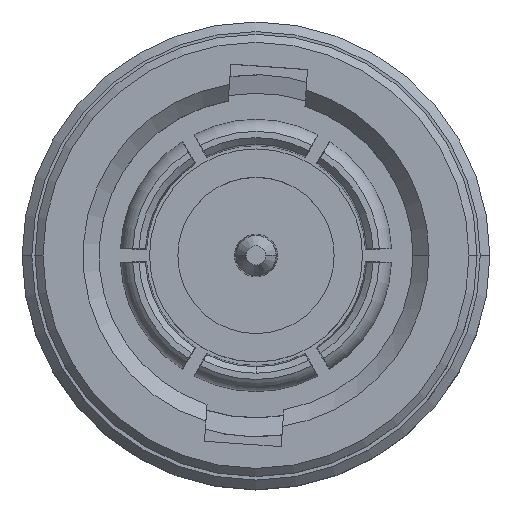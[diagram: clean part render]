
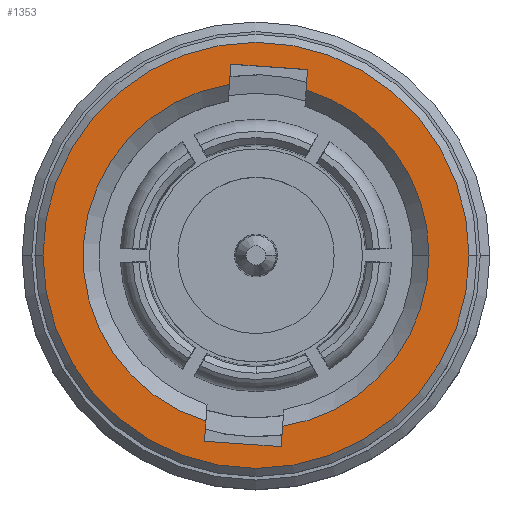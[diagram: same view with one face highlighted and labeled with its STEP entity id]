
A CAD part, top view. The second image highlights one B-rep face of the part: STEP entity #1353.
In plain terms, the highlighted planar face has unit normal (0, 0, 1).
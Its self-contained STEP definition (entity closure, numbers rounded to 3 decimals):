
#38 = EDGE_CURVE ( 'NONE', #1983, #1418, #4565, .T. ) ;
#227 = VERTEX_POINT ( 'NONE', #1223 ) ;
#275 = CARTESIAN_POINT ( 'NONE',  ( -1.609, -5.802, 0.85 ) ) ;
#313 = AXIS2_PLACEMENT_3D ( 'NONE', #4736, #2017, #5180 ) ;
#377 = EDGE_CURVE ( 'NONE', #4210, #227, #2504, .T. ) ;
#549 = VECTOR ( 'NONE', #4064, 1000. ) ;
#668 = VERTEX_POINT ( 'NONE', #1617 ) ;
#782 = CARTESIAN_POINT ( 'NONE',  ( 0., 0., 0.85 ) ) ;
#800 = EDGE_CURVE ( 'NONE', #5411, #2145, #1729, .T. ) ;
#814 = CARTESIAN_POINT ( 'NONE',  ( -1.528, -4.656, 0.85 ) ) ;
#871 = EDGE_CURVE ( 'NONE', #1418, #4210, #1798, .T. ) ;
#1061 = VECTOR ( 'NONE', #4415, 1000. ) ;
#1122 = VERTEX_POINT ( 'NONE', #275 ) ;
#1152 = VERTEX_POINT ( 'NONE', #1228 ) ;
#1197 = DIRECTION ( 'NONE',  ( -0.07, -0.998, 0. ) ) ;
#1223 = CARTESIAN_POINT ( 'NONE',  ( 1.564, 5.168, 0.85 ) ) ;
#1228 = CARTESIAN_POINT ( 'NONE',  ( -0.786, 5.969, 0.85 ) ) ;
#1239 = DIRECTION ( 'NONE',  ( -1., 0., 0. ) ) ;
#1271 = CARTESIAN_POINT ( 'NONE',  ( -1.609, -5.802, 0.85 ) ) ;
#1353 = ADVANCED_FACE ( 'NONE', ( #1954, #3030 ), #4487, .F. ) ;
#1418 = VERTEX_POINT ( 'NONE', #4632 ) ;
#1570 = ORIENTED_EDGE ( 'NONE', *, *, #2153, .F. ) ;
#1579 = DIRECTION ( 'NONE',  ( 0.07, 0.998, 0. ) ) ;
#1617 = CARTESIAN_POINT ( 'NONE',  ( 1.609, 5.802, 0.85 ) ) ;
#1729 = CIRCLE ( 'NONE', #5076, 6.65 ) ;
#1778 = EDGE_CURVE ( 'NONE', #668, #1152, #5204, .T. ) ;
#1789 = ORIENTED_EDGE ( 'NONE', *, *, #1778, .F. ) ;
#1798 = CIRCLE ( 'NONE', #2871, 5.4 ) ;
#1941 = ORIENTED_EDGE ( 'NONE', *, *, #871, .F. ) ;
#1954 = FACE_BOUND ( 'NONE', #5582, .T. ) ;
#1983 = VERTEX_POINT ( 'NONE', #5549 ) ;
#2007 = VECTOR ( 'NONE', #1579, 1000. ) ;
#2017 = DIRECTION ( 'NONE',  ( 0., 0., 1. ) ) ;
#2088 = CARTESIAN_POINT ( 'NONE',  ( 6.65, 0., 0.85 ) ) ;
#2095 = VERTEX_POINT ( 'NONE', #3006 ) ;
#2101 = EDGE_CURVE ( 'NONE', #1152, #5840, #2289, .T. ) ;
#2104 = VECTOR ( 'NONE', #3515, 1000. ) ;
#2145 = VERTEX_POINT ( 'NONE', #3800 ) ;
#2153 = EDGE_CURVE ( 'NONE', #227, #668, #3230, .T. ) ;
#2237 = LINE ( 'NONE', #814, #2104 ) ;
#2289 = LINE ( 'NONE', #2499, #4563 ) ;
#2499 = CARTESIAN_POINT ( 'NONE',  ( -0.866, 4.823, 0.85 ) ) ;
#2504 = CIRCLE ( 'NONE', #4268, 5.4 ) ;
#2637 = ORIENTED_EDGE ( 'NONE', *, *, #2101, .F. ) ;
#2685 = DIRECTION ( 'NONE',  ( 0.07, 0.998, 0. ) ) ;
#2851 = CIRCLE ( 'NONE', #4529, 6.65 ) ;
#2871 = AXIS2_PLACEMENT_3D ( 'NONE', #3847, #3854, #3866 ) ;
#2887 = ORIENTED_EDGE ( 'NONE', *, *, #4846, .F. ) ;
#3006 = CARTESIAN_POINT ( 'NONE',  ( -1.564, -5.168, 0.85 ) ) ;
#3030 = FACE_OUTER_BOUND ( 'NONE', #4691, .T. ) ;
#3045 = CARTESIAN_POINT ( 'NONE',  ( 0.866, -4.823, 0.85 ) ) ;
#3083 = CARTESIAN_POINT ( 'NONE',  ( 0., 0., 0.85 ) ) ;
#3103 = DIRECTION ( 'NONE',  ( 0., 0., 1. ) ) ;
#3121 = DIRECTION ( 'NONE',  ( -1., 0., 0. ) ) ;
#3230 = LINE ( 'NONE', #3407, #2007 ) ;
#3302 = CARTESIAN_POINT ( 'NONE',  ( 5.4, 0., 0.85 ) ) ;
#3407 = CARTESIAN_POINT ( 'NONE',  ( 1.609, 5.802, 0.85 ) ) ;
#3412 = ORIENTED_EDGE ( 'NONE', *, *, #4984, .F. ) ;
#3507 = CARTESIAN_POINT ( 'NONE',  ( -0.83, 5.336, 0.85 ) ) ;
#3515 = DIRECTION ( 'NONE',  ( -0.07, -0.998, 0. ) ) ;
#3736 = DIRECTION ( 'NONE',  ( -1., 0., 0. ) ) ;
#3773 = DIRECTION ( 'NONE',  ( 0., 0., -1. ) ) ;
#3800 = CARTESIAN_POINT ( 'NONE',  ( -6.65, 0., 0.85 ) ) ;
#3841 = EDGE_CURVE ( 'NONE', #2145, #5411, #2851, .T. ) ;
#3847 = CARTESIAN_POINT ( 'NONE',  ( 0., 0., 0.85 ) ) ;
#3854 = DIRECTION ( 'NONE',  ( 0., 0., 1. ) ) ;
#3866 = DIRECTION ( 'NONE',  ( 1., 0., 0. ) ) ;
#3926 = DIRECTION ( 'NONE',  ( 0., 0., 1. ) ) ;
#3947 = CIRCLE ( 'NONE', #313, 5.4 ) ;
#4047 = CARTESIAN_POINT ( 'NONE',  ( 0., 0., 0.85 ) ) ;
#4064 = DIRECTION ( 'NONE',  ( -0.998, 0.07, 0. ) ) ;
#4163 = ORIENTED_EDGE ( 'NONE', *, *, #377, .F. ) ;
#4199 = ORIENTED_EDGE ( 'NONE', *, *, #3841, .T. ) ;
#4210 = VERTEX_POINT ( 'NONE', #3302 ) ;
#4234 = DIRECTION ( 'NONE',  ( 1., 0., 0. ) ) ;
#4258 = DIRECTION ( 'NONE',  ( 0., 0., 1. ) ) ;
#4268 = AXIS2_PLACEMENT_3D ( 'NONE', #4923, #4258, #4234 ) ;
#4415 = DIRECTION ( 'NONE',  ( 0.998, -0.07, 0. ) ) ;
#4487 = PLANE ( 'NONE',  #4535 ) ;
#4512 = LINE ( 'NONE', #1271, #1061 ) ;
#4529 = AXIS2_PLACEMENT_3D ( 'NONE', #782, #3926, #1239 ) ;
#4535 = AXIS2_PLACEMENT_3D ( 'NONE', #4047, #3773, #3736 ) ;
#4563 = VECTOR ( 'NONE', #1197, 1000. ) ;
#4565 = LINE ( 'NONE', #3045, #4627 ) ;
#4627 = VECTOR ( 'NONE', #2685, 1000. ) ;
#4632 = CARTESIAN_POINT ( 'NONE',  ( 0.83, -5.336, 0.85 ) ) ;
#4691 = EDGE_LOOP ( 'NONE', ( #4199, #5692 ) ) ;
#4736 = CARTESIAN_POINT ( 'NONE',  ( 0., 0., 0.85 ) ) ;
#4768 = ORIENTED_EDGE ( 'NONE', *, *, #38, .F. ) ;
#4846 = EDGE_CURVE ( 'NONE', #5840, #2095, #3947, .T. ) ;
#4923 = CARTESIAN_POINT ( 'NONE',  ( 0., 0., 0.85 ) ) ;
#4930 = ORIENTED_EDGE ( 'NONE', *, *, #4973, .F. ) ;
#4940 = CARTESIAN_POINT ( 'NONE',  ( -0.786, 5.969, 0.85 ) ) ;
#4973 = EDGE_CURVE ( 'NONE', #1122, #1983, #4512, .T. ) ;
#4984 = EDGE_CURVE ( 'NONE', #2095, #1122, #2237, .T. ) ;
#5076 = AXIS2_PLACEMENT_3D ( 'NONE', #3083, #3103, #3121 ) ;
#5180 = DIRECTION ( 'NONE',  ( 1., 0., 0. ) ) ;
#5204 = LINE ( 'NONE', #4940, #549 ) ;
#5411 = VERTEX_POINT ( 'NONE', #2088 ) ;
#5549 = CARTESIAN_POINT ( 'NONE',  ( 0.786, -5.969, 0.85 ) ) ;
#5582 = EDGE_LOOP ( 'NONE', ( #2887, #2637, #1789, #1570, #4163, #1941, #4768, #4930, #3412 ) ) ;
#5692 = ORIENTED_EDGE ( 'NONE', *, *, #800, .T. ) ;
#5840 = VERTEX_POINT ( 'NONE', #3507 ) ;
